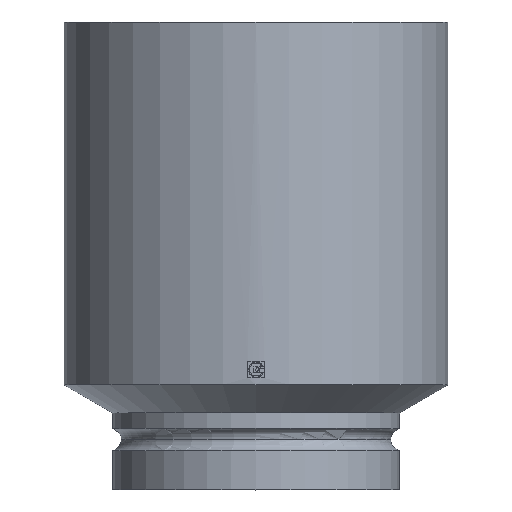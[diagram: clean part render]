
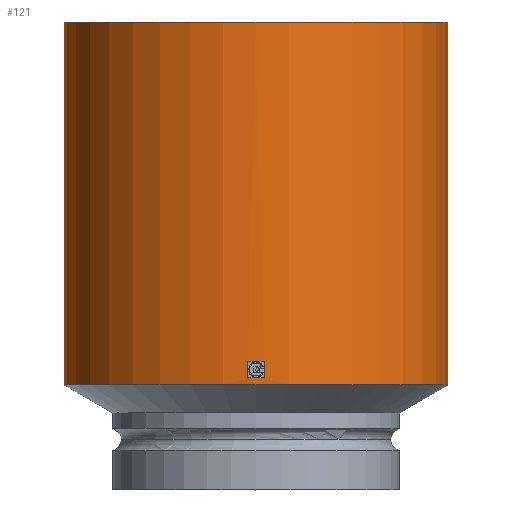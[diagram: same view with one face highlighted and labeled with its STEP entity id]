
A CAD part, top view. The second image highlights one B-rep face of the part: STEP entity #121.
In plain terms, the highlighted cylindrical face has radius 57.5 mm (diameter 115 mm), a partial arc.
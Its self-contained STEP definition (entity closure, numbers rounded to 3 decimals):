
#23 = DIRECTION ( 'NONE',  ( -0.043, 0., 0.999 ) ) ;
#44 = ORIENTED_EDGE ( 'NONE', *, *, #1322, .F. ) ;
#52 = DIRECTION ( 'NONE',  ( 0., -1., 0. ) ) ;
#60 = CIRCLE ( 'NONE', #1066, 57.5 ) ;
#101 = LINE ( 'NONE', #1460, #1434 ) ;
#105 = DIRECTION ( 'NONE',  ( 0., -1., 0. ) ) ;
#120 = ORIENTED_EDGE ( 'NONE', *, *, #1158, .F. ) ;
#121 = ADVANCED_FACE ( 'NONE', ( #1626, #1198 ), #951, .T. ) ;
#158 = DIRECTION ( 'NONE',  ( 1., 0., 0. ) ) ;
#205 = VECTOR ( 'NONE', #105, 1000. ) ;
#213 = CARTESIAN_POINT ( 'NONE',  ( 2.499, 38.347, 57.446 ) ) ;
#260 = VERTEX_POINT ( 'NONE', #1295 ) ;
#267 = ORIENTED_EDGE ( 'NONE', *, *, #639, .T. ) ;
#269 = VECTOR ( 'NONE', #358, 1000. ) ;
#295 = AXIS2_PLACEMENT_3D ( 'NONE', #873, #1293, #1169 ) ;
#303 = ORIENTED_EDGE ( 'NONE', *, *, #1026, .T. ) ;
#327 = CARTESIAN_POINT ( 'NONE',  ( 0., 33.372, 0. ) ) ;
#329 = VERTEX_POINT ( 'NONE', #1181 ) ;
#355 = CIRCLE ( 'NONE', #1633, 57.5 ) ;
#358 = DIRECTION ( 'NONE',  ( 0., -1., 0. ) ) ;
#405 = VERTEX_POINT ( 'NONE', #667 ) ;
#427 = CARTESIAN_POINT ( 'NONE',  ( 2.499, 33.372, 57.446 ) ) ;
#438 = AXIS2_PLACEMENT_3D ( 'NONE', #821, #1479, #943 ) ;
#440 = CIRCLE ( 'NONE', #896, 57.5 ) ;
#456 = LINE ( 'NONE', #1002, #697 ) ;
#474 = EDGE_CURVE ( 'NONE', #780, #1389, #925, .T. ) ;
#562 = EDGE_CURVE ( 'NONE', #1209, #655, #456, .T. ) ;
#586 = DIRECTION ( 'NONE',  ( 0., -1., 0. ) ) ;
#639 = EDGE_CURVE ( 'NONE', #405, #260, #1424, .T. ) ;
#655 = VERTEX_POINT ( 'NONE', #213 ) ;
#667 = CARTESIAN_POINT ( 'NONE',  ( -57.5, 140., 0. ) ) ;
#697 = VECTOR ( 'NONE', #1525, 1000. ) ;
#706 = ORIENTED_EDGE ( 'NONE', *, *, #711, .F. ) ;
#711 = EDGE_CURVE ( 'NONE', #1389, #260, #840, .T. ) ;
#780 = VERTEX_POINT ( 'NONE', #1062 ) ;
#789 = DIRECTION ( 'NONE',  ( 0., -1., 0. ) ) ;
#821 = CARTESIAN_POINT ( 'NONE',  ( 0., 2.042, 0. ) ) ;
#840 = CIRCLE ( 'NONE', #295, 57.5 ) ;
#873 = CARTESIAN_POINT ( 'NONE',  ( 0., 31.372, 0. ) ) ;
#887 = CARTESIAN_POINT ( 'NONE',  ( -57.5, 2.042, 0. ) ) ;
#896 = AXIS2_PLACEMENT_3D ( 'NONE', #1280, #52, #158 ) ;
#925 = LINE ( 'NONE', #1324, #205 ) ;
#943 = DIRECTION ( 'NONE',  ( 1., 0., 0. ) ) ;
#951 = CYLINDRICAL_SURFACE ( 'NONE', #438, 57.5 ) ;
#998 = CARTESIAN_POINT ( 'NONE',  ( 57.5, 31.372, 0. ) ) ;
#1002 = CARTESIAN_POINT ( 'NONE',  ( 2.499, 33.372, 57.446 ) ) ;
#1026 = EDGE_CURVE ( 'NONE', #780, #405, #440, .T. ) ;
#1062 = CARTESIAN_POINT ( 'NONE',  ( 57.5, 140., 0. ) ) ;
#1066 = AXIS2_PLACEMENT_3D ( 'NONE', #1377, #586, #1530 ) ;
#1070 = ORIENTED_EDGE ( 'NONE', *, *, #1366, .T. ) ;
#1158 = EDGE_CURVE ( 'NONE', #1646, #329, #101, .T. ) ;
#1167 = EDGE_LOOP ( 'NONE', ( #120, #44, #1186, #1070 ) ) ;
#1169 = DIRECTION ( 'NONE',  ( 1., 0., 0. ) ) ;
#1181 = CARTESIAN_POINT ( 'NONE',  ( -2.499, 33.372, 57.446 ) ) ;
#1186 = ORIENTED_EDGE ( 'NONE', *, *, #562, .F. ) ;
#1198 = FACE_OUTER_BOUND ( 'NONE', #1396, .T. ) ;
#1209 = VERTEX_POINT ( 'NONE', #427 ) ;
#1260 = DIRECTION ( 'NONE',  ( 0., -1., 0. ) ) ;
#1280 = CARTESIAN_POINT ( 'NONE',  ( 0., 140., 0. ) ) ;
#1293 = DIRECTION ( 'NONE',  ( 0., -1., 0. ) ) ;
#1295 = CARTESIAN_POINT ( 'NONE',  ( -57.5, 31.372, 0. ) ) ;
#1301 = ORIENTED_EDGE ( 'NONE', *, *, #474, .F. ) ;
#1322 = EDGE_CURVE ( 'NONE', #655, #1646, #60, .T. ) ;
#1324 = CARTESIAN_POINT ( 'NONE',  ( 57.5, 2.042, 0. ) ) ;
#1366 = EDGE_CURVE ( 'NONE', #1209, #329, #355, .T. ) ;
#1377 = CARTESIAN_POINT ( 'NONE',  ( 0., 38.347, 0. ) ) ;
#1389 = VERTEX_POINT ( 'NONE', #998 ) ;
#1396 = EDGE_LOOP ( 'NONE', ( #303, #267, #706, #1301 ) ) ;
#1424 = LINE ( 'NONE', #887, #269 ) ;
#1434 = VECTOR ( 'NONE', #789, 1000. ) ;
#1460 = CARTESIAN_POINT ( 'NONE',  ( -2.499, 38.347, 57.446 ) ) ;
#1467 = CARTESIAN_POINT ( 'NONE',  ( -2.499, 38.347, 57.446 ) ) ;
#1479 = DIRECTION ( 'NONE',  ( 0., -1., 0. ) ) ;
#1525 = DIRECTION ( 'NONE',  ( 0., 1., 0. ) ) ;
#1530 = DIRECTION ( 'NONE',  ( -0.043, 0., 0.999 ) ) ;
#1626 = FACE_BOUND ( 'NONE', #1167, .T. ) ;
#1633 = AXIS2_PLACEMENT_3D ( 'NONE', #327, #1260, #23 ) ;
#1646 = VERTEX_POINT ( 'NONE', #1467 ) ;
